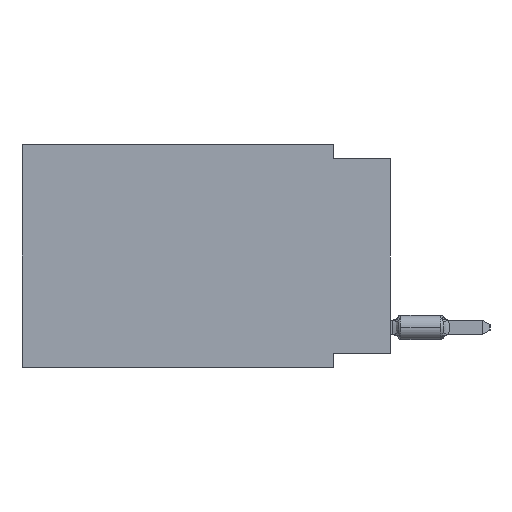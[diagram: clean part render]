
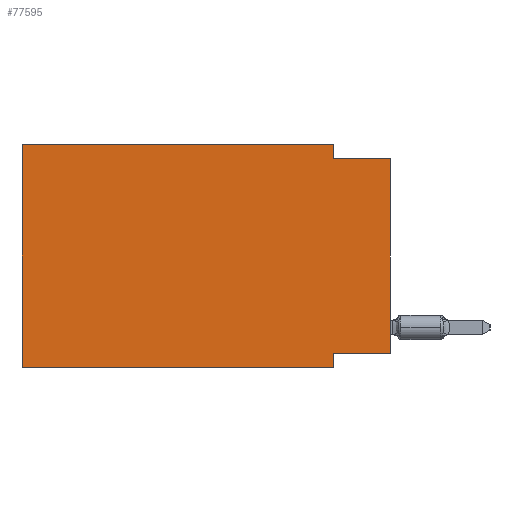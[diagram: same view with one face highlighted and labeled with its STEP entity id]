
A CAD part, left-side view. The second image highlights one B-rep face of the part: STEP entity #77595.
In plain terms, the highlighted planar face has unit normal (-1, 0, 0).
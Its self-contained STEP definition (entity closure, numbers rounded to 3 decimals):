
#573 = VERTEX_POINT ( 'NONE', #63884 ) ;
#585 = CARTESIAN_POINT ( 'NONE',  ( 0., 16.383, -9.906 ) ) ;
#1347 = EDGE_CURVE ( 'NONE', #7067, #573, #64105, .T. ) ;
#1849 = CARTESIAN_POINT ( 'NONE',  ( 0., 16.383, 0. ) ) ;
#2477 = VECTOR ( 'NONE', #5818, 1000. ) ;
#3317 = VECTOR ( 'NONE', #17027, 1000. ) ;
#4041 = AXIS2_PLACEMENT_3D ( 'NONE', #74480, #37131, #7073 ) ;
#4234 = ORIENTED_EDGE ( 'NONE', *, *, #46175, .F. ) ;
#5818 = DIRECTION ( 'NONE',  ( 0., -1., 0. ) ) ;
#6820 = VECTOR ( 'NONE', #39863, 1000. ) ;
#7067 = VERTEX_POINT ( 'NONE', #44852 ) ;
#7073 = DIRECTION ( 'NONE',  ( 0., 0., -1. ) ) ;
#7472 = EDGE_CURVE ( 'NONE', #7774, #37365, #65570, .T. ) ;
#7774 = VERTEX_POINT ( 'NONE', #585 ) ;
#7806 = CARTESIAN_POINT ( 'NONE',  ( 0., 2.54, -9.906 ) ) ;
#9113 = VECTOR ( 'NONE', #33160, 1000. ) ;
#9970 = ORIENTED_EDGE ( 'NONE', *, *, #7472, .F. ) ;
#11755 = EDGE_CURVE ( 'NONE', #23765, #7067, #33559, .T. ) ;
#15878 = VERTEX_POINT ( 'NONE', #43672 ) ;
#17027 = DIRECTION ( 'NONE',  ( 0., -1., 0. ) ) ;
#17650 = CARTESIAN_POINT ( 'NONE',  ( 0., 0., 0. ) ) ;
#18227 = VECTOR ( 'NONE', #52286, 1000. ) ;
#18720 = LINE ( 'NONE', #43795, #18227 ) ;
#20750 = CARTESIAN_POINT ( 'NONE',  ( 0., 2.54, 0. ) ) ;
#23423 = EDGE_LOOP ( 'NONE', ( #78347, #67497, #55423, #4234, #9970, #58819, #57120, #78275 ) ) ;
#23765 = VERTEX_POINT ( 'NONE', #37290 ) ;
#24377 = EDGE_CURVE ( 'NONE', #23765, #55119, #61630, .T. ) ;
#25733 = CARTESIAN_POINT ( 'NONE',  ( 0., 0., -0.635 ) ) ;
#33160 = DIRECTION ( 'NONE',  ( 0., 1., 0. ) ) ;
#33559 = LINE ( 'NONE', #65164, #9113 ) ;
#37131 = DIRECTION ( 'NONE',  ( 1., 0., 0. ) ) ;
#37290 = CARTESIAN_POINT ( 'NONE',  ( 0., 0., -9.271 ) ) ;
#37365 = VERTEX_POINT ( 'NONE', #1849 ) ;
#38580 = CARTESIAN_POINT ( 'NONE',  ( 0., 16.383, -9.906 ) ) ;
#39721 = CARTESIAN_POINT ( 'NONE',  ( 0., 16.383, 0. ) ) ;
#39863 = DIRECTION ( 'NONE',  ( 0., 0., -1. ) ) ;
#43672 = CARTESIAN_POINT ( 'NONE',  ( 0., 2.54, 0. ) ) ;
#43696 = VECTOR ( 'NONE', #53836, 1000. ) ;
#43795 = CARTESIAN_POINT ( 'NONE',  ( 0., 0., -0.635 ) ) ;
#44852 = CARTESIAN_POINT ( 'NONE',  ( 0., 2.54, -9.271 ) ) ;
#45120 = VECTOR ( 'NONE', #51994, 1000. ) ;
#45516 = EDGE_CURVE ( 'NONE', #7774, #573, #62108, .T. ) ;
#46175 = EDGE_CURVE ( 'NONE', #37365, #15878, #72904, .T. ) ;
#51994 = DIRECTION ( 'NONE',  ( 0., 0., -1. ) ) ;
#52286 = DIRECTION ( 'NONE',  ( 0., -1., 0. ) ) ;
#52888 = EDGE_CURVE ( 'NONE', #80952, #55119, #18720, .T. ) ;
#53620 = CARTESIAN_POINT ( 'NONE',  ( 0., 16.383, 0. ) ) ;
#53836 = DIRECTION ( 'NONE',  ( 0., 0., 1. ) ) ;
#54204 = EDGE_CURVE ( 'NONE', #15878, #80952, #58162, .T. ) ;
#54497 = CARTESIAN_POINT ( 'NONE',  ( 0., 2.54, -0.635 ) ) ;
#55119 = VERTEX_POINT ( 'NONE', #25733 ) ;
#55423 = ORIENTED_EDGE ( 'NONE', *, *, #54204, .F. ) ;
#56006 = FACE_OUTER_BOUND ( 'NONE', #23423, .T. ) ;
#57120 = ORIENTED_EDGE ( 'NONE', *, *, #1347, .F. ) ;
#58162 = LINE ( 'NONE', #20750, #45120 ) ;
#58819 = ORIENTED_EDGE ( 'NONE', *, *, #45516, .T. ) ;
#61630 = LINE ( 'NONE', #17650, #43696 ) ;
#62108 = LINE ( 'NONE', #38580, #2477 ) ;
#63884 = CARTESIAN_POINT ( 'NONE',  ( 0., 2.54, -9.906 ) ) ;
#64105 = LINE ( 'NONE', #7806, #6820 ) ;
#65164 = CARTESIAN_POINT ( 'NONE',  ( 0., 0., -9.271 ) ) ;
#65570 = LINE ( 'NONE', #39721, #73035 ) ;
#65972 = DIRECTION ( 'NONE',  ( 0., 0., 1. ) ) ;
#67497 = ORIENTED_EDGE ( 'NONE', *, *, #52888, .F. ) ;
#72904 = LINE ( 'NONE', #53620, #3317 ) ;
#73035 = VECTOR ( 'NONE', #65972, 1000. ) ;
#74480 = CARTESIAN_POINT ( 'NONE',  ( 0., 16.383, 0. ) ) ;
#77595 = ADVANCED_FACE ( 'NONE', ( #56006 ), #80648, .F. ) ;
#78275 = ORIENTED_EDGE ( 'NONE', *, *, #11755, .F. ) ;
#78347 = ORIENTED_EDGE ( 'NONE', *, *, #24377, .T. ) ;
#80648 = PLANE ( 'NONE',  #4041 ) ;
#80952 = VERTEX_POINT ( 'NONE', #54497 ) ;
